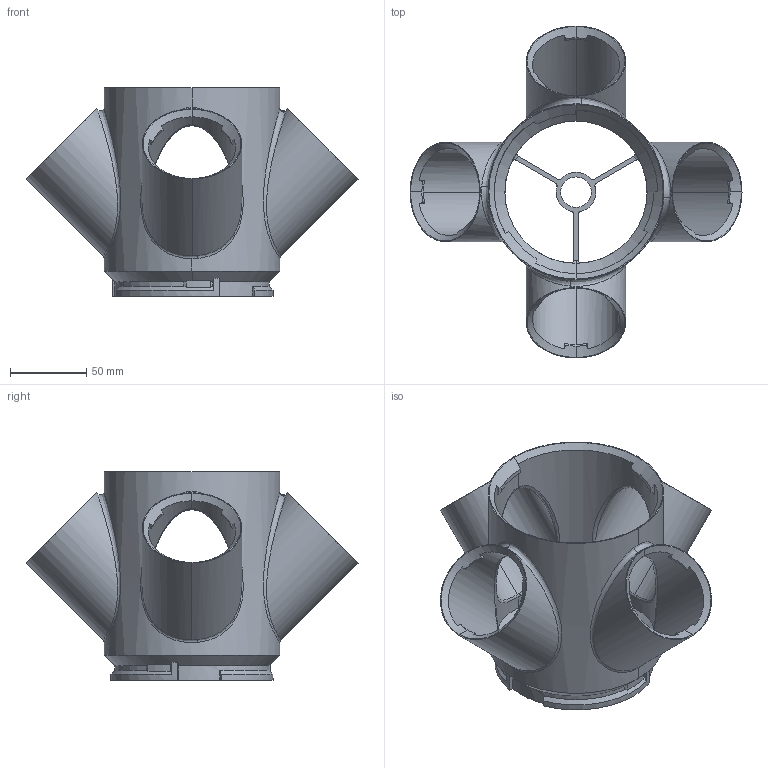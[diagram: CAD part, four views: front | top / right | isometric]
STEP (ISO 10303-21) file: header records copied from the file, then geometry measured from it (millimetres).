
FILE_DESCRIPTION (( 'STEP AP203' ), '1' );
FILE_NAME ('4-Way_Planting_Module_Hollow_Without_M3.STEP', '2021-04-06T13:19:27', ( '' ), ( '' ), '', '', '' );
FILE_SCHEMA (( 'CONFIG_CONTROL_DESIGN' ));
Length unit declared in the file: millimetre
Products named in the file (1): 4-Way_Planting_Module_Hollow_Without_M3
Bounding box: 217.08 x 217.08 x 136.5 mm (x, y, z)
Volume: 273694.3 mm3; surface area: 141540.1 mm2
Topology: 1 solids, 1 shells, 213 faces, 619 edges, 406 vertices
Faces by surface type: plane 76, cylinder 72, cone 45, bspline 16, torus 4
Entity records: 12704 total; most frequent: CARTESIAN_POINT 7021, ORIENTED_EDGE 1238, DIRECTION 1139, EDGE_CURVE 619, AXIS2_PLACEMENT_3D 422, VERTEX_POINT 406, LINE 295, VECTOR 295
